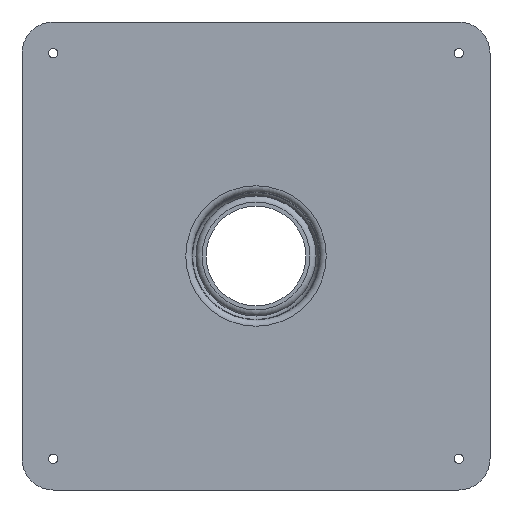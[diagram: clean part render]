
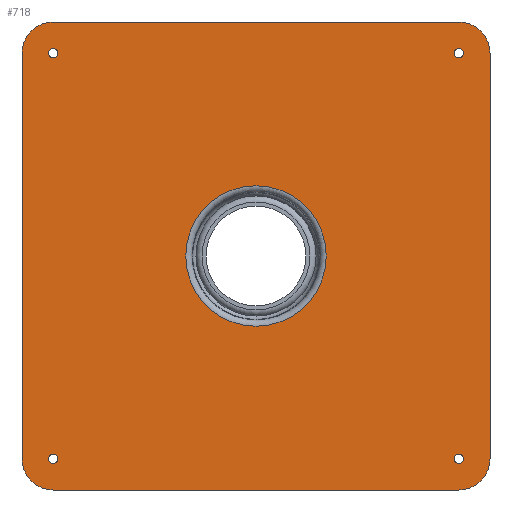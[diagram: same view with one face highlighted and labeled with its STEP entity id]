
A CAD part, front view. The second image highlights one B-rep face of the part: STEP entity #718.
In plain terms, the highlighted planar face has unit normal (0, -1, 0).
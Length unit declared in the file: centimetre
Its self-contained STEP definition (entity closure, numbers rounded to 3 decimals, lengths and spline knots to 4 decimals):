
#32=FACE_BOUND('',#154,.T.);
#33=FACE_BOUND('',#155,.T.);
#34=FACE_BOUND('',#156,.T.);
#35=FACE_BOUND('',#157,.T.);
#36=FACE_BOUND('',#158,.T.);
#49=PLANE('',#828);
#109=FACE_OUTER_BOUND('',#153,.T.);
#153=EDGE_LOOP('',(#640,#641,#642,#643,#644,#645,#646,#647));
#154=EDGE_LOOP('',(#648));
#155=EDGE_LOOP('',(#649));
#156=EDGE_LOOP('',(#650));
#157=EDGE_LOOP('',(#651));
#158=EDGE_LOOP('',(#652));
#187=LINE('',#1256,#223);
#191=LINE('',#1268,#227);
#195=LINE('',#1280,#231);
#199=LINE('',#1291,#235);
#223=VECTOR('',#1041,10.);
#227=VECTOR('',#1053,10.);
#231=VECTOR('',#1065,10.);
#235=VECTOR('',#1077,10.);
#272=CIRCLE('',#781,45.);
#287=CIRCLE('',#802,3.);
#289=CIRCLE('',#805,3.);
#291=CIRCLE('',#808,3.);
#293=CIRCLE('',#811,3.);
#294=CIRCLE('',#813,20.);
#296=CIRCLE('',#817,20.);
#298=CIRCLE('',#821,20.);
#300=CIRCLE('',#825,20.);
#332=VERTEX_POINT('',#1190);
#343=VERTEX_POINT('',#1224);
#345=VERTEX_POINT('',#1230);
#347=VERTEX_POINT('',#1236);
#349=VERTEX_POINT('',#1242);
#350=VERTEX_POINT('',#1246);
#351=VERTEX_POINT('',#1247);
#354=VERTEX_POINT('',#1255);
#356=VERTEX_POINT('',#1261);
#358=VERTEX_POINT('',#1267);
#360=VERTEX_POINT('',#1273);
#362=VERTEX_POINT('',#1279);
#364=VERTEX_POINT('',#1285);
#414=EDGE_CURVE('',#332,#332,#272,.T.);
#432=EDGE_CURVE('',#343,#343,#287,.T.);
#435=EDGE_CURVE('',#345,#345,#289,.T.);
#438=EDGE_CURVE('',#347,#347,#291,.T.);
#441=EDGE_CURVE('',#349,#349,#293,.T.);
#442=EDGE_CURVE('',#350,#351,#294,.T.);
#446=EDGE_CURVE('',#351,#354,#187,.T.);
#449=EDGE_CURVE('',#354,#356,#296,.T.);
#452=EDGE_CURVE('',#356,#358,#191,.T.);
#455=EDGE_CURVE('',#358,#360,#298,.T.);
#458=EDGE_CURVE('',#360,#362,#195,.T.);
#461=EDGE_CURVE('',#362,#364,#300,.T.);
#464=EDGE_CURVE('',#364,#350,#199,.T.);
#640=ORIENTED_EDGE('',*,*,#464,.T.);
#641=ORIENTED_EDGE('',*,*,#442,.T.);
#642=ORIENTED_EDGE('',*,*,#446,.T.);
#643=ORIENTED_EDGE('',*,*,#449,.T.);
#644=ORIENTED_EDGE('',*,*,#452,.T.);
#645=ORIENTED_EDGE('',*,*,#455,.T.);
#646=ORIENTED_EDGE('',*,*,#458,.T.);
#647=ORIENTED_EDGE('',*,*,#461,.T.);
#648=ORIENTED_EDGE('',*,*,#414,.T.);
#649=ORIENTED_EDGE('',*,*,#441,.T.);
#650=ORIENTED_EDGE('',*,*,#438,.T.);
#651=ORIENTED_EDGE('',*,*,#435,.T.);
#652=ORIENTED_EDGE('',*,*,#432,.T.);
#718=ADVANCED_FACE('',(#109,#32,#33,#34,#35,#36),#49,.T.);
#781=AXIS2_PLACEMENT_3D('',#1191,#963,#964);
#802=AXIS2_PLACEMENT_3D('',#1226,#1008,#1009);
#805=AXIS2_PLACEMENT_3D('',#1232,#1015,#1016);
#808=AXIS2_PLACEMENT_3D('',#1238,#1022,#1023);
#811=AXIS2_PLACEMENT_3D('',#1244,#1029,#1030);
#813=AXIS2_PLACEMENT_3D('',#1248,#1033,#1034);
#817=AXIS2_PLACEMENT_3D('',#1262,#1046,#1047);
#821=AXIS2_PLACEMENT_3D('',#1274,#1058,#1059);
#825=AXIS2_PLACEMENT_3D('',#1286,#1070,#1071);
#828=AXIS2_PLACEMENT_3D('',#1293,#1079,#1080);
#963=DIRECTION('center_axis',(0.,1.,0.));
#964=DIRECTION('ref_axis',(-1.,0.,0.));
#1008=DIRECTION('center_axis',(0.,1.,0.));
#1009=DIRECTION('ref_axis',(-1.,0.,0.));
#1015=DIRECTION('center_axis',(0.,1.,0.));
#1016=DIRECTION('ref_axis',(-1.,0.,0.));
#1022=DIRECTION('center_axis',(0.,1.,0.));
#1023=DIRECTION('ref_axis',(-1.,0.,0.));
#1029=DIRECTION('center_axis',(0.,1.,0.));
#1030=DIRECTION('ref_axis',(-1.,0.,0.));
#1033=DIRECTION('center_axis',(0.,-1.,0.));
#1034=DIRECTION('ref_axis',(0.,0.,
-1.));
#1041=DIRECTION('',(0.,0.,1.));
#1046=DIRECTION('center_axis',(0.,-1.,0.));
#1047=DIRECTION('ref_axis',(1.,0.,0.));
#1053=DIRECTION('',(-1.,0.,0.));
#1058=DIRECTION('center_axis',(0.,-1.,0.));
#1059=DIRECTION('ref_axis',(0.,0.,1.));
#1065=DIRECTION('',(0.,0.,-1.));
#1070=DIRECTION('center_axis',(0.,-1.,0.));
#1071=DIRECTION('ref_axis',(-1.,0.,0.));
#1077=DIRECTION('',(1.,0.,0.));
#1079=DIRECTION('center_axis',(0.,-1.,0.));
#1080=DIRECTION('ref_axis',(1.,0.,0.));
#1190=CARTESIAN_POINT('',(45.,0.,0.));
#1191=CARTESIAN_POINT('Origin',(0.,0.,0.));
#1224=CARTESIAN_POINT('',(-127.,0.,-130.));
#1226=CARTESIAN_POINT('Origin',(-130.,0.,-130.));
#1230=CARTESIAN_POINT('',(133.,0.,-130.));
#1232=CARTESIAN_POINT('Origin',(130.,0.,-130.));
#1236=CARTESIAN_POINT('',(133.,0.,130.));
#1238=CARTESIAN_POINT('Origin',(130.,0.,130.));
#1242=CARTESIAN_POINT('',(-127.,0.,130.));
#1244=CARTESIAN_POINT('Origin',(-130.,0.,130.));
#1246=CARTESIAN_POINT('',(130.,0.,-150.));
#1247=CARTESIAN_POINT('',(150.,0.,-130.));
#1248=CARTESIAN_POINT('Origin',(130.,0.,-130.));
#1255=CARTESIAN_POINT('',(150.,0.,130.));
#1256=CARTESIAN_POINT('',(150.,0.,-130.));
#1261=CARTESIAN_POINT('',(130.,0.,150.));
#1262=CARTESIAN_POINT('Origin',(130.,0.,130.));
#1267=CARTESIAN_POINT('',(-130.,0.,150.));
#1268=CARTESIAN_POINT('',(130.,0.,150.));
#1273=CARTESIAN_POINT('',(-150.,0.,130.));
#1274=CARTESIAN_POINT('Origin',(-130.,0.,130.));
#1279=CARTESIAN_POINT('',(-150.,0.,-130.));
#1280=CARTESIAN_POINT('',(-150.,0.,130.));
#1285=CARTESIAN_POINT('',(-130.,0.,-150.));
#1286=CARTESIAN_POINT('Origin',(-130.,0.,-130.));
#1291=CARTESIAN_POINT('',(-130.,0.,-150.));
#1293=CARTESIAN_POINT('Origin',(0.,0.,0.));
